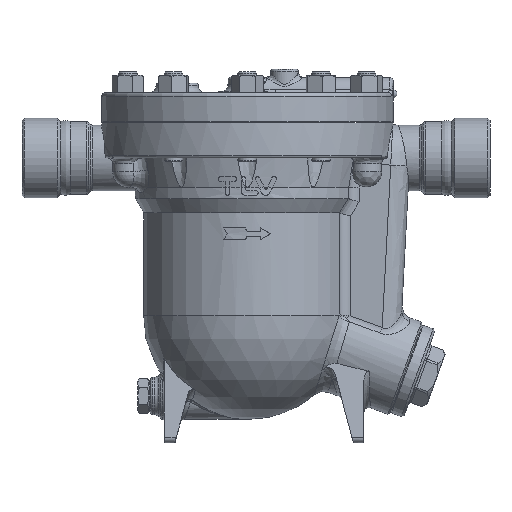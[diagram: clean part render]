
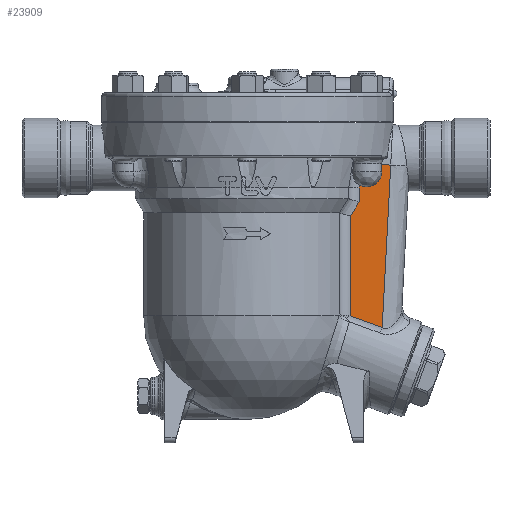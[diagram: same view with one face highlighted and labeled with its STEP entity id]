
A CAD part, front view. The second image highlights one B-rep face of the part: STEP entity #23909.
In plain terms, the highlighted planar face has unit normal (0, -1, 0).
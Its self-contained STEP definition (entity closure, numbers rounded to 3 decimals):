
#17791=CARTESIAN_POINT('',(115.116,-35.,-35.706));
#17792=VERTEX_POINT('',#17791);
#17800=CARTESIAN_POINT('',(122.906,-35.,-36.115));
#17801=VERTEX_POINT('',#17800);
#17802=CARTESIAN_POINT('',(122.906,-35.,-36.115));
#17803=DIRECTION('',(-0.999,0.0,0.052));
#17804=VECTOR('',#17803,7.801);
#17805=LINE('',#17802,#17804);
#17806=EDGE_CURVE('',#17801,#17792,#17805,.T.);
#17856=CARTESIAN_POINT('',(115.116,-35.,-42.0));
#17857=VERTEX_POINT('',#17856);
#17865=CARTESIAN_POINT('',(115.116,-35.,-35.706));
#17866=DIRECTION('',(0.0,0.0,-1.0));
#17867=VECTOR('',#17866,6.294);
#17868=LINE('',#17865,#17867);
#17869=EDGE_CURVE('',#17792,#17857,#17868,.T.);
#17898=CARTESIAN_POINT('',(96.385,-35.,-53.47));
#17899=VERTEX_POINT('',#17898);
#17913=CARTESIAN_POINT('',(102.239,-35.,-42.0));
#17914=DIRECTION('',(0.0,1.0,0.0));
#17915=DIRECTION('',(0.0,0.0,1.0));
#17916=AXIS2_PLACEMENT_3D('',#17913,#17914,#17915);
#17917=CIRCLE('',#17916,12.877);
#17918=EDGE_CURVE('',#17857,#17899,#17917,.T.);
#17971=CARTESIAN_POINT('',(95.974,-35.,-55.795));
#17972=VERTEX_POINT('',#17971);
#17986=CARTESIAN_POINT('',(95.974,-35.,-55.795));
#17987=CARTESIAN_POINT('',(96.111,-35.,-55.02));
#17988=CARTESIAN_POINT('',(96.248,-35.,-54.245));
#17989=CARTESIAN_POINT('',(96.385,-35.,-53.47));
#17990=B_SPLINE_CURVE_WITH_KNOTS('',3,(#17986,#17987,#17988,#17989),.UNSPECIFIED.,.F.,.U.,(4,4),(13.469,13.706),.UNSPECIFIED.);
#17991=EDGE_CURVE('',#17972,#17899,#17990,.T.);
#22772=CARTESIAN_POINT('',(88.181,-35.,-165.365));
#22773=VERTEX_POINT('',#22772);
#22785=CARTESIAN_POINT('',(88.182,-35.,-165.0));
#22786=VERTEX_POINT('',#22785);
#22787=CARTESIAN_POINT('',(0.,-35.,-165.0));
#22788=DIRECTION('',(0.,-1.,0.));
#22789=DIRECTION('',(1.,0.,-0.007));
#22790=AXIS2_PLACEMENT_3D('',#22787,#22788,#22789);
#22791=CIRCLE('',#22790,88.182);
#22792=EDGE_CURVE('',#22773,#22786,#22791,.T.);
#22811=CARTESIAN_POINT('',(115.609,-35.,-175.348));
#22812=VERTEX_POINT('',#22811);
#22820=CARTESIAN_POINT('',(115.609,-35.,-175.348));
#22821=DIRECTION('',(-0.94,0.0,0.342));
#22822=VECTOR('',#22821,29.188);
#22823=LINE('',#22820,#22822);
#22824=EDGE_CURVE('',#22812,#22773,#22823,.T.);
#23014=CARTESIAN_POINT('',(88.182,-35.,-79.804));
#23015=VERTEX_POINT('',#23014);
#23016=CARTESIAN_POINT('',(95.974,-35.,-67.679));
#23017=VERTEX_POINT('',#23016);
#23018=CARTESIAN_POINT('',(88.182,-35.,-79.804));
#23019=CARTESIAN_POINT('',(90.795,-35.,-75.772));
#23020=CARTESIAN_POINT('',(93.391,-35.0,-71.73));
#23021=CARTESIAN_POINT('',(95.974,-35.0,-67.679));
#23022=B_SPLINE_CURVE_WITH_KNOTS('',3,(#23018,#23019,#23020,#23021),.UNSPECIFIED.,.F.,.U.,(4,4),(29.667,31.108),.UNSPECIFIED.);
#23023=EDGE_CURVE('',#23015,#23017,#23022,.T.);
#23078=CARTESIAN_POINT('',(95.974,-35.,-67.679));
#23079=DIRECTION('',(0.0,0.0,1.0));
#23080=VECTOR('',#23079,11.885);
#23081=LINE('',#23078,#23080);
#23082=EDGE_CURVE('',#23017,#17972,#23081,.T.);
#23097=CARTESIAN_POINT('',(88.182,-35.,-165.0));
#23098=DIRECTION('',(0.0,0.0,1.0));
#23099=VECTOR('',#23098,85.196);
#23100=LINE('',#23097,#23099);
#23101=EDGE_CURVE('',#22786,#23015,#23100,.T.);
#23697=CARTESIAN_POINT('',(122.906,-35.,-36.115));
#23698=DIRECTION('',(-0.052,0.,-0.999));
#23699=VECTOR('',#23698,139.425);
#23700=LINE('',#23697,#23699);
#23701=EDGE_CURVE('',#17801,#22812,#23700,.T.);
#23892=CARTESIAN_POINT('',(138.884,-35.,-36.952));
#23893=DIRECTION('',(0.0,-1.0,0.0));
#23894=DIRECTION('',(0.0,0.0,-1.0));
#23895=AXIS2_PLACEMENT_3D('',#23892,#23893,#23894);
#23896=PLANE('',#23895);
#23897=ORIENTED_EDGE('',*,*,#17918,.T.);
#23898=ORIENTED_EDGE('',*,*,#17991,.F.);
#23899=ORIENTED_EDGE('',*,*,#23082,.F.);
#23900=ORIENTED_EDGE('',*,*,#23023,.F.);
#23901=ORIENTED_EDGE('',*,*,#23101,.F.);
#23902=ORIENTED_EDGE('',*,*,#22792,.F.);
#23903=ORIENTED_EDGE('',*,*,#22824,.F.);
#23904=ORIENTED_EDGE('',*,*,#23701,.F.);
#23905=ORIENTED_EDGE('',*,*,#17806,.T.);
#23906=ORIENTED_EDGE('',*,*,#17869,.T.);
#23907=EDGE_LOOP('',(#23897,#23898,#23899,#23900,#23901,#23902,#23903,#23904,#23905,#23906));
#23908=FACE_OUTER_BOUND('',#23907,.T.);
#23909=ADVANCED_FACE('',(#23908),#23896,.T.);
